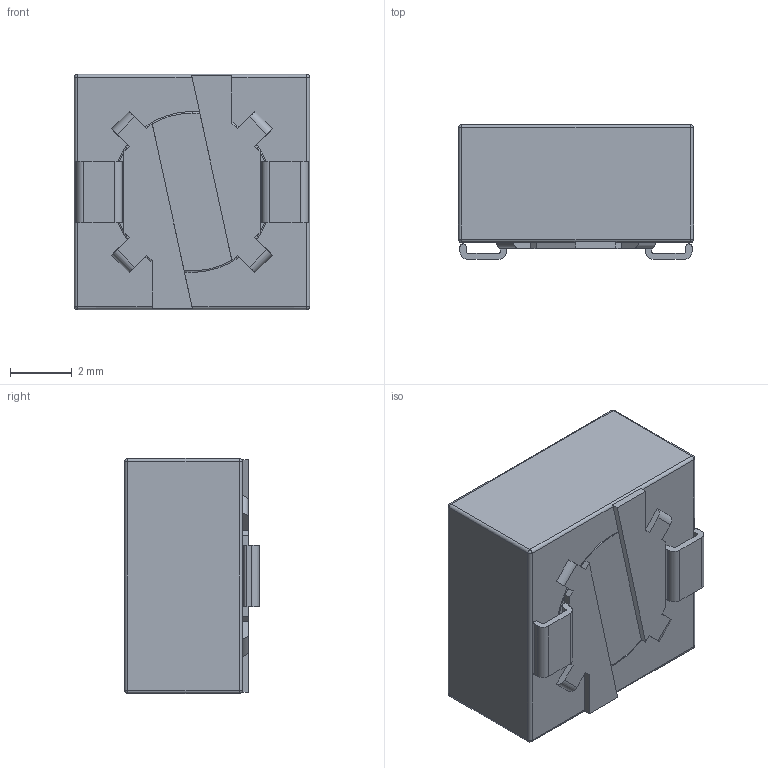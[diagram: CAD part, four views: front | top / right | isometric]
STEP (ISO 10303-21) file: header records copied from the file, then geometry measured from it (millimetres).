
FILE_DESCRIPTION (( 'STEP AP214' ), '1' );
FILE_NAME ('User Library-Ind DR73-74.STEP', '2020-06-02T12:55:53', ( '' ), ( '' ), 'SwSTEP 2.0', 'SolidWorks 2019', '' );
FILE_SCHEMA (( 'AUTOMOTIVE_DESIGN' ));
Length unit declared in the file: millimetre
Products named in the file (1): User Library-Ind DR73-74
Bounding box: 7.6 x 4.35 x 7.6 mm (x, y, z)
Volume: 223.6 mm3; surface area: 254.5 mm2
Topology: 1 solids, 1 shells, 144 faces, 421 edges, 280 vertices
Faces by surface type: plane 71, cylinder 49, torus 16, sphere 8
Entity records: 6137 total; most frequent: CARTESIAN_POINT 1420, ORIENTED_EDGE 826, DIRECTION 759, EDGE_CURVE 413, VERTEX_POINT 280, AXIS2_PLACEMENT_3D 257, VECTOR 245, LINE 245
